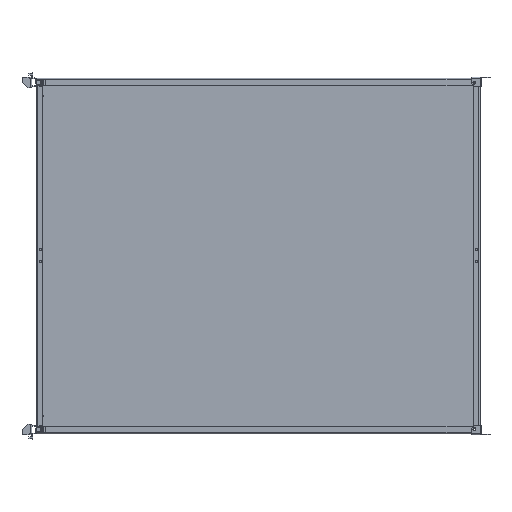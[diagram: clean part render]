
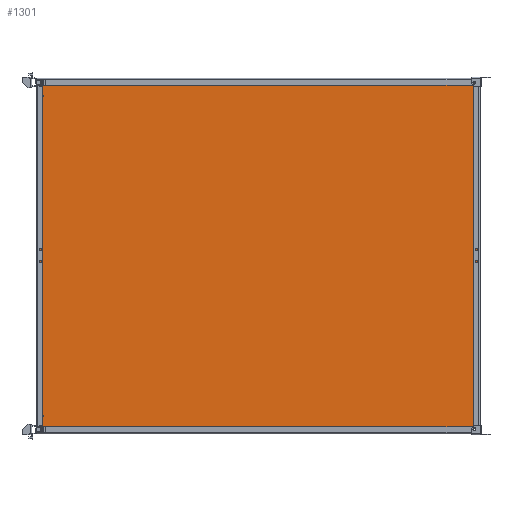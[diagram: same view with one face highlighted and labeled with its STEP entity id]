
A CAD part, top view. The second image highlights one B-rep face of the part: STEP entity #1301.
In plain terms, the highlighted planar face has unit normal (0, 0, 1).
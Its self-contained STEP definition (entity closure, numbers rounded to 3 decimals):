
#935=FACE_BOUND('',#2761,.T.);
#936=FACE_BOUND('',#2762,.T.);
#937=FACE_BOUND('',#2763,.T.);
#938=FACE_BOUND('',#2764,.T.);
#939=FACE_BOUND('',#2765,.T.);
#940=FACE_BOUND('',#2766,.T.);
#941=FACE_BOUND('',#2767,.T.);
#942=FACE_BOUND('',#2768,.T.);
#943=FACE_BOUND('',#2769,.T.);
#1301=ADVANCED_FACE('',(#935,#936,#937,#938,#939,#940,#941,#942,#943),#1782,
 .T.);
#1782=PLANE('',#11144);
#2761=EDGE_LOOP('',(#4655));
#2762=EDGE_LOOP('',(#4656));
#2763=EDGE_LOOP('',(#4657));
#2764=EDGE_LOOP('',(#4658));
#2765=EDGE_LOOP('',(#4659));
#2766=EDGE_LOOP('',(#4660));
#2767=EDGE_LOOP('',(#4661));
#2768=EDGE_LOOP('',(#4662));
#2769=EDGE_LOOP('',(#4663,#4664,#4665,#4666,#4667,#4668,#4669,#4670,#4671,
#4672,#4673,#4674,#4675,#4676,#4677,#4678,#4679,#4680,#4681,#4682));
#3325=CIRCLE('',#11136,9.5);
#3326=CIRCLE('',#11137,5.);
#3327=CIRCLE('',#11138,9.5);
#3328=CIRCLE('',#11139,5.);
#3329=CIRCLE('',#11140,5.);
#3330=CIRCLE('',#11141,9.5);
#3331=CIRCLE('',#11142,5.);
#3332=CIRCLE('',#11143,9.5);
#4655=ORIENTED_EDGE('',*,*,#8015,.F.);
#4656=ORIENTED_EDGE('',*,*,#8016,.F.);
#4657=ORIENTED_EDGE('',*,*,#8017,.T.);
#4658=ORIENTED_EDGE('',*,*,#8018,.T.);
#4659=ORIENTED_EDGE('',*,*,#8019,.T.);
#4660=ORIENTED_EDGE('',*,*,#8020,.T.);
#4661=ORIENTED_EDGE('',*,*,#8021,.F.);
#4662=ORIENTED_EDGE('',*,*,#8022,.F.);
#4663=ORIENTED_EDGE('',*,*,#8023,.F.);
#4664=ORIENTED_EDGE('',*,*,#7905,.T.);
#4665=ORIENTED_EDGE('',*,*,#8024,.T.);
#4666=ORIENTED_EDGE('',*,*,#8025,.T.);
#4667=ORIENTED_EDGE('',*,*,#7956,.T.);
#4668=ORIENTED_EDGE('',*,*,#8026,.F.);
#4669=ORIENTED_EDGE('',*,*,#7980,.T.);
#4670=ORIENTED_EDGE('',*,*,#8027,.F.);
#4671=ORIENTED_EDGE('',*,*,#8028,.F.);
#4672=ORIENTED_EDGE('',*,*,#7977,.F.);
#4673=ORIENTED_EDGE('',*,*,#8029,.F.);
#4674=ORIENTED_EDGE('',*,*,#7967,.T.);
#4675=ORIENTED_EDGE('',*,*,#8030,.T.);
#4676=ORIENTED_EDGE('',*,*,#8031,.T.);
#4677=ORIENTED_EDGE('',*,*,#7990,.T.);
#4678=ORIENTED_EDGE('',*,*,#8032,.F.);
#4679=ORIENTED_EDGE('',*,*,#7946,.T.);
#4680=ORIENTED_EDGE('',*,*,#8033,.F.);
#4681=ORIENTED_EDGE('',*,*,#8034,.F.);
#4682=ORIENTED_EDGE('',*,*,#7917,.F.);
#6741=VERTEX_POINT('',#15727);
#6742=VERTEX_POINT('',#15728);
#6751=VERTEX_POINT('',#15749);
#6752=VERTEX_POINT('',#15751);
#6777=VERTEX_POINT('',#15806);
#6778=VERTEX_POINT('',#15808);
#6787=VERTEX_POINT('',#15828);
#6788=VERTEX_POINT('',#15829);
#6797=VERTEX_POINT('',#15850);
#6798=VERTEX_POINT('',#15851);
#6803=VERTEX_POINT('',#15866);
#6804=VERTEX_POINT('',#15868);
#6805=VERTEX_POINT('',#15872);
#6806=VERTEX_POINT('',#15874);
#6815=VERTEX_POINT('',#15894);
#6816=VERTEX_POINT('',#15895);
#6835=VERTEX_POINT('',#15942);
#6836=VERTEX_POINT('',#15944);
#6837=VERTEX_POINT('',#15946);
#6838=VERTEX_POINT('',#15948);
#6839=VERTEX_POINT('',#15950);
#6840=VERTEX_POINT('',#15952);
#6841=VERTEX_POINT('',#15954);
#6842=VERTEX_POINT('',#15956);
#6843=VERTEX_POINT('',#15959);
#6844=VERTEX_POINT('',#15963);
#6845=VERTEX_POINT('',#15967);
#6846=VERTEX_POINT('',#15971);
#7905=EDGE_CURVE('',#6741,#6742,#9232,.T.);
#7917=EDGE_CURVE('',#6751,#6752,#9240,.T.);
#7946=EDGE_CURVE('',#6778,#6777,#9261,.T.);
#7956=EDGE_CURVE('',#6787,#6788,#9267,.T.);
#7967=EDGE_CURVE('',#6797,#6798,#9274,.T.);
#7977=EDGE_CURVE('',#6803,#6804,#9280,.T.);
#7980=EDGE_CURVE('',#6806,#6805,#9283,.T.);
#7990=EDGE_CURVE('',#6815,#6816,#9289,.T.);
#8015=EDGE_CURVE('',#6835,#6835,#3325,.T.);
#8016=EDGE_CURVE('',#6836,#6836,#3326,.T.);
#8017=EDGE_CURVE('',#6837,#6837,#3327,.T.);
#8018=EDGE_CURVE('',#6838,#6838,#3328,.T.);
#8019=EDGE_CURVE('',#6839,#6839,#3329,.T.);
#8020=EDGE_CURVE('',#6840,#6840,#3330,.T.);
#8021=EDGE_CURVE('',#6841,#6841,#3331,.T.);
#8022=EDGE_CURVE('',#6842,#6842,#3332,.T.);
#8023=EDGE_CURVE('',#6741,#6751,#9300,.T.);
#8024=EDGE_CURVE('',#6742,#6843,#9301,.T.);
#8025=EDGE_CURVE('',#6843,#6787,#9302,.T.);
#8026=EDGE_CURVE('',#6806,#6788,#9303,.T.);
#8027=EDGE_CURVE('',#6844,#6805,#9304,.T.);
#8028=EDGE_CURVE('',#6804,#6844,#9305,.T.);
#8029=EDGE_CURVE('',#6797,#6803,#9306,.T.);
#8030=EDGE_CURVE('',#6798,#6845,#9307,.T.);
#8031=EDGE_CURVE('',#6845,#6815,#9308,.T.);
#8032=EDGE_CURVE('',#6778,#6816,#9309,.T.);
#8033=EDGE_CURVE('',#6846,#6777,#9310,.T.);
#8034=EDGE_CURVE('',#6752,#6846,#9311,.T.);
#9232=LINE('',#15726,#10214);
#9240=LINE('',#15750,#10222);
#9261=LINE('',#15807,#10243);
#9267=LINE('',#15827,#10249);
#9274=LINE('',#15849,#10256);
#9280=LINE('',#15867,#10262);
#9283=LINE('',#15873,#10265);
#9289=LINE('',#15893,#10271);
#9300=LINE('',#15957,#10282);
#9301=LINE('',#15958,#10283);
#9302=LINE('',#15960,#10284);
#9303=LINE('',#15961,#10285);
#9304=LINE('',#15962,#10286);
#9305=LINE('',#15964,#10287);
#9306=LINE('',#15965,#10288);
#9307=LINE('',#15966,#10289);
#9308=LINE('',#15968,#10290);
#9309=LINE('',#15969,#10291);
#9310=LINE('',#15970,#10292);
#9311=LINE('',#15972,#10293);
#10214=VECTOR('',#12679,1.);
#10222=VECTOR('',#12697,1.);
#10243=VECTOR('',#12738,1.);
#10249=VECTOR('',#12754,1.);
#10256=VECTOR('',#12771,1.);
#10262=VECTOR('',#12787,1.);
#10265=VECTOR('',#12792,1.);
#10271=VECTOR('',#12808,1.);
#10282=VECTOR('',#12869,1.);
#10283=VECTOR('',#12870,1.);
#10284=VECTOR('',#12871,1.);
#10285=VECTOR('',#12872,1.);
#10286=VECTOR('',#12873,1.);
#10287=VECTOR('',#12874,1.);
#10288=VECTOR('',#12875,1.);
#10289=VECTOR('',#12876,1.);
#10290=VECTOR('',#12877,1.);
#10291=VECTOR('',#12878,1.);
#10292=VECTOR('',#12879,1.);
#10293=VECTOR('',#12880,1.);
#11136=AXIS2_PLACEMENT_3D('',#15941,#12853,#12854);
#11137=AXIS2_PLACEMENT_3D('',#15943,#12855,#12856);
#11138=AXIS2_PLACEMENT_3D('',#15945,#12857,#12858);
#11139=AXIS2_PLACEMENT_3D('',#15947,#12859,#12860);
#11140=AXIS2_PLACEMENT_3D('',#15949,#12861,#12862);
#11141=AXIS2_PLACEMENT_3D('',#15951,#12863,#12864);
#11142=AXIS2_PLACEMENT_3D('',#15953,#12865,#12866);
#11143=AXIS2_PLACEMENT_3D('',#15955,#12867,#12868);
#11144=AXIS2_PLACEMENT_3D('',#15973,#12881,#12882);
#12679=DIRECTION('',(0.,-1.,0.));
#12697=DIRECTION('',(0.,-1.,0.));
#12738=DIRECTION('',(-1.,0.,0.));
#12754=DIRECTION('',(-1.,0.,0.));
#12771=DIRECTION('',(0.,1.,0.));
#12787=DIRECTION('',(0.,1.,0.));
#12792=DIRECTION('',(1.,0.,0.));
#12808=DIRECTION('',(1.,0.,0.));
#12853=DIRECTION('',(0.,0.,1.));
#12854=DIRECTION('',(1.,0.,0.));
#12855=DIRECTION('',(0.,0.,1.));
#12856=DIRECTION('',(1.,0.,0.));
#12857=DIRECTION('',(0.,0.,-1.));
#12858=DIRECTION('',(1.,0.,0.));
#12859=DIRECTION('',(0.,0.,-1.));
#12860=DIRECTION('',(1.,0.,0.));
#12861=DIRECTION('',(0.,0.,-1.));
#12862=DIRECTION('',(1.,0.,0.));
#12863=DIRECTION('',(0.,0.,-1.));
#12864=DIRECTION('',(1.,0.,0.));
#12865=DIRECTION('',(0.,0.,1.));
#12866=DIRECTION('',(1.,0.,0.));
#12867=DIRECTION('',(0.,0.,1.));
#12868=DIRECTION('',(1.,0.,0.));
#12869=DIRECTION('',(1.,0.,0.));
#12870=DIRECTION('',(-1.,0.,0.));
#12871=DIRECTION('',(0.,1.,0.));
#12872=DIRECTION('',(0.,1.,0.));
#12873=DIRECTION('',(0.,-1.,0.));
#12874=DIRECTION('',(-1.,0.,0.));
#12875=DIRECTION('',(-1.,0.,0.));
#12876=DIRECTION('',(1.,0.,0.));
#12877=DIRECTION('',(0.,-1.,0.));
#12878=DIRECTION('',(0.,-1.,0.));
#12879=DIRECTION('',(0.,1.,0.));
#12880=DIRECTION('',(1.,0.,0.));
#12881=DIRECTION('',(0.,0.,1.));
#12882=DIRECTION('',(-1.,0.,0.));
#15726=CARTESIAN_POINT('',(-741.5,929.6,3.));
#15727=CARTESIAN_POINT('',(-741.5,929.7,3.));
#15728=CARTESIAN_POINT('',(-741.5,929.6,3.));
#15749=CARTESIAN_POINT('',(741.5,929.7,3.));
#15750=CARTESIAN_POINT('',(741.5,929.6,3.));
#15751=CARTESIAN_POINT('',(741.5,929.6,3.));
#15806=CARTESIAN_POINT('',(741.6,936.,3.));
#15807=CARTESIAN_POINT('',(750.,936.,3.));
#15808=CARTESIAN_POINT('',(743.7,936.,3.));
#15827=CARTESIAN_POINT('',(750.,936.,3.));
#15828=CARTESIAN_POINT('',(-741.6,936.,3.));
#15829=CARTESIAN_POINT('',(-743.7,936.,3.));
#15849=CARTESIAN_POINT('',(741.5,-929.6,3.));
#15850=CARTESIAN_POINT('',(741.5,-929.7,3.));
#15851=CARTESIAN_POINT('',(741.5,-929.6,3.));
#15866=CARTESIAN_POINT('',(-741.5,-929.7,3.));
#15867=CARTESIAN_POINT('',(-741.5,-929.6,3.));
#15868=CARTESIAN_POINT('',(-741.5,-929.6,3.));
#15872=CARTESIAN_POINT('',(-741.6,-936.,3.));
#15873=CARTESIAN_POINT('',(-750.,-936.,3.));
#15874=CARTESIAN_POINT('',(-743.7,-936.,3.));
#15893=CARTESIAN_POINT('',(-750.,-936.,3.));
#15894=CARTESIAN_POINT('',(741.6,-936.,3.));
#15895=CARTESIAN_POINT('',(743.7,-936.,3.));
#15941=CARTESIAN_POINT('',(731.5,-912.5,3.));
#15942=CARTESIAN_POINT('',(741.,-912.5,3.));
#15943=CARTESIAN_POINT('',(675.,-912.5,3.));
#15944=CARTESIAN_POINT('',(680.,-912.5,3.));
#15945=CARTESIAN_POINT('',(-731.5,-912.5,3.));
#15946=CARTESIAN_POINT('',(-722.,-912.5,3.));
#15947=CARTESIAN_POINT('',(-675.,-912.5,3.));
#15948=CARTESIAN_POINT('',(-670.,-912.5,3.));
#15949=CARTESIAN_POINT('',(675.,912.5,3.));
#15950=CARTESIAN_POINT('',(680.,912.5,3.));
#15951=CARTESIAN_POINT('',(731.5,912.5,3.));
#15952=CARTESIAN_POINT('',(741.,912.5,3.));
#15953=CARTESIAN_POINT('',(-675.,912.5,3.));
#15954=CARTESIAN_POINT('',(-670.,912.5,3.));
#15955=CARTESIAN_POINT('',(-731.5,912.5,3.));
#15956=CARTESIAN_POINT('',(-722.,912.5,3.));
#15957=CARTESIAN_POINT('',(-741.5,929.7,3.));
#15958=CARTESIAN_POINT('',(-741.5,929.6,3.));
#15959=CARTESIAN_POINT('',(-741.6,929.6,3.));
#15960=CARTESIAN_POINT('',(-741.6,929.6,3.));
#15961=CARTESIAN_POINT('',(-743.7,-936.,3.));
#15962=CARTESIAN_POINT('',(-741.6,-929.6,3.));
#15963=CARTESIAN_POINT('',(-741.6,-929.6,3.));
#15964=CARTESIAN_POINT('',(-741.5,-929.6,3.));
#15965=CARTESIAN_POINT('',(741.5,-929.7,3.));
#15966=CARTESIAN_POINT('',(741.5,-929.6,3.));
#15967=CARTESIAN_POINT('',(741.6,-929.6,3.));
#15968=CARTESIAN_POINT('',(741.6,-929.6,3.));
#15969=CARTESIAN_POINT('',(743.7,936.,3.));
#15970=CARTESIAN_POINT('',(741.6,929.6,3.));
#15971=CARTESIAN_POINT('',(741.6,929.6,3.));
#15972=CARTESIAN_POINT('',(741.5,929.6,3.));
#15973=CARTESIAN_POINT('',(0.,0.,3.));
